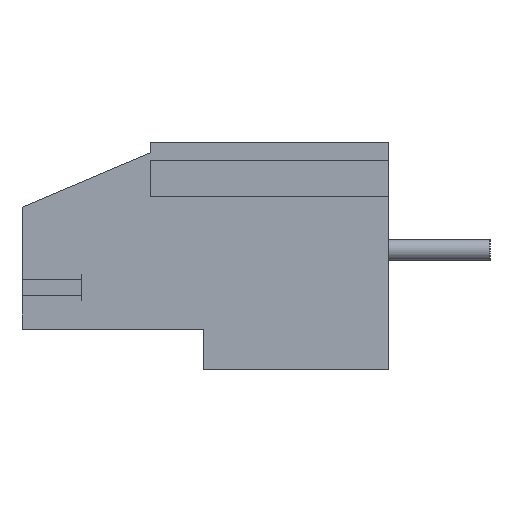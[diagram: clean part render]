
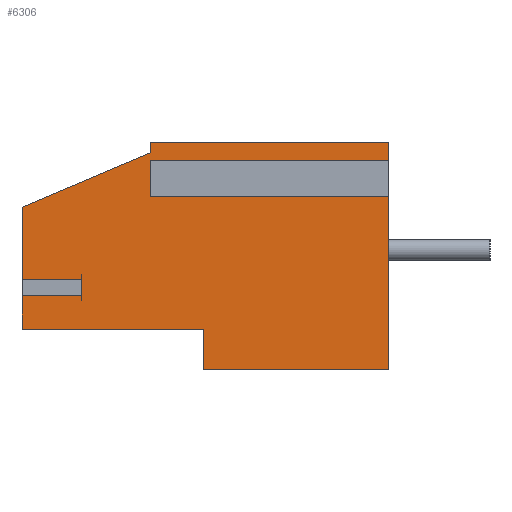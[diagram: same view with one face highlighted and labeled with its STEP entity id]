
A CAD part, left-side view. The second image highlights one B-rep face of the part: STEP entity #6306.
In plain terms, the highlighted planar face has unit normal (-1, 0, 0).
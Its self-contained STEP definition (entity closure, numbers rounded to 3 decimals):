
#808=FACE_OUTER_BOUND('',#1212,.T.);
#1212=EDGE_LOOP('',(#5539,#5540,#5541,#5542,#5543,#5544,#5545,#5546,#5547,
#5548,#5549,#5550,#5551,#5552,#5553,#5554));
#1232=LINE('',#8394,#1948);
#1237=LINE('',#8405,#1953);
#1239=LINE('',#8408,#1955);
#1240=LINE('',#8411,#1956);
#1248=LINE('',#8426,#1964);
#1269=LINE('',#8498,#1985);
#1275=LINE('',#8510,#1991);
#1278=LINE('',#8515,#1994);
#1873=LINE('',#9940,#2589);
#1875=LINE('',#9943,#2591);
#1877=LINE('',#9947,#2593);
#1891=LINE('',#9981,#2607);
#1930=LINE('',#10047,#2646);
#1941=LINE('',#10080,#2657);
#1942=LINE('',#10081,#2658);
#1943=LINE('',#10082,#2659);
#1948=VECTOR('',#6782,10.);
#1953=VECTOR('',#6791,10.);
#1955=VECTOR('',#6795,10.);
#1956=VECTOR('',#6798,10.);
#1964=VECTOR('',#6806,10.);
#1985=VECTOR('',#6867,10.);
#1991=VECTOR('',#6875,10.);
#1994=VECTOR('',#6882,10.);
#2589=VECTOR('',#8241,10.);
#2591=VECTOR('',#8245,10.);
#2593=VECTOR('',#8249,10.);
#2607=VECTOR('',#8281,10.);
#2646=VECTOR('',#8340,10.);
#2657=VECTOR('',#8377,10.);
#2658=VECTOR('',#8378,10.);
#2659=VECTOR('',#8379,10.);
#2662=VERTEX_POINT('',#8388);
#2664=VERTEX_POINT('',#8392);
#2667=VERTEX_POINT('',#8402);
#2668=VERTEX_POINT('',#8404);
#2669=VERTEX_POINT('',#8410);
#2676=VERTEX_POINT('',#8424);
#2705=VERTEX_POINT('',#8494);
#2707=VERTEX_POINT('',#8497);
#2710=VERTEX_POINT('',#8504);
#2712=VERTEX_POINT('',#8508);
#3159=VERTEX_POINT('',#9937);
#3160=VERTEX_POINT('',#9939);
#3161=VERTEX_POINT('',#9945);
#3172=VERTEX_POINT('',#9979);
#3189=VERTEX_POINT('',#10046);
#3198=VERTEX_POINT('',#10079);
#3202=EDGE_CURVE('',#2662,#2664,#1232,.T.);
#3207=EDGE_CURVE('',#2668,#2667,#1237,.T.);
#3209=EDGE_CURVE('',#2664,#2668,#1239,.T.);
#3210=EDGE_CURVE('',#2662,#2669,#1240,.T.);
#3218=EDGE_CURVE('',#2676,#2667,#1248,.T.);
#3253=EDGE_CURVE('',#2707,#2705,#1269,.T.);
#3259=EDGE_CURVE('',#2710,#2712,#1275,.T.);
#3262=EDGE_CURVE('',#2705,#2710,#1278,.T.);
#3935=EDGE_CURVE('',#3160,#3159,#1873,.T.);
#3937=EDGE_CURVE('',#3159,#2669,#1875,.T.);
#3939=EDGE_CURVE('',#2676,#3161,#1877,.T.);
#3955=EDGE_CURVE('',#3161,#3172,#1891,.T.);
#3994=EDGE_CURVE('',#3189,#3160,#1930,.T.);
#4009=EDGE_CURVE('',#3198,#3172,#1941,.T.);
#4010=EDGE_CURVE('',#2707,#3198,#1942,.T.);
#4011=EDGE_CURVE('',#3189,#2712,#1943,.T.);
#5539=ORIENTED_EDGE('',*,*,#3207,.T.);
#5540=ORIENTED_EDGE('',*,*,#3218,.F.);
#5541=ORIENTED_EDGE('',*,*,#3939,.T.);
#5542=ORIENTED_EDGE('',*,*,#3955,.T.);
#5543=ORIENTED_EDGE('',*,*,#4009,.F.);
#5544=ORIENTED_EDGE('',*,*,#4010,.F.);
#5545=ORIENTED_EDGE('',*,*,#3253,.T.);
#5546=ORIENTED_EDGE('',*,*,#3262,.T.);
#5547=ORIENTED_EDGE('',*,*,#3259,.T.);
#5548=ORIENTED_EDGE('',*,*,#4011,.F.);
#5549=ORIENTED_EDGE('',*,*,#3994,.T.);
#5550=ORIENTED_EDGE('',*,*,#3935,.T.);
#5551=ORIENTED_EDGE('',*,*,#3937,.T.);
#5552=ORIENTED_EDGE('',*,*,#3210,.F.);
#5553=ORIENTED_EDGE('',*,*,#3202,.T.);
#5554=ORIENTED_EDGE('',*,*,#3209,.T.);
#5958=PLANE('',#6772);
#6306=ADVANCED_FACE('',(#808),#5958,.T.);
#6772=AXIS2_PLACEMENT_3D('',#10078,#8375,#8376);
#6782=DIRECTION('',(0.,-1.,0.));
#6791=DIRECTION('',(0.,1.,0.));
#6795=DIRECTION('',(0.,0.,-1.));
#6798=DIRECTION('',(0.,0.,1.));
#6806=DIRECTION('',(0.,0.,1.));
#6867=DIRECTION('',(0.,1.,0.));
#6875=DIRECTION('',(0.,-1.,0.));
#6882=DIRECTION('',(0.,0.,1.));
#8241=DIRECTION('',(0.,0.,-1.));
#8245=DIRECTION('',(0.,0.92,-0.391));
#8249=DIRECTION('',(0.,-1.,0.));
#8281=DIRECTION('',(0.,0.,-1.));
#8340=DIRECTION('',(0.,1.,0.));
#8375=DIRECTION('center_axis',(-1.,0.,0.));
#8376=DIRECTION('ref_axis',(0.,0.,1.));
#8377=DIRECTION('',(0.,1.,0.));
#8378=DIRECTION('',(0.,0.,-1.));
#8379=DIRECTION('',(0.,0.,-1.));
#8388=CARTESIAN_POINT('',(-2.65,18.,-1.45));
#8392=CARTESIAN_POINT('',(-2.65,15.1,-1.45));
#8394=CARTESIAN_POINT('',(-2.65,9.,-1.45));
#8402=CARTESIAN_POINT('',(-2.65,18.,-2.25));
#8404=CARTESIAN_POINT('',(-2.65,15.1,-2.25));
#8405=CARTESIAN_POINT('',(-2.65,9.,-2.25));
#8408=CARTESIAN_POINT('',(-2.65,15.1,-3.875));
#8410=CARTESIAN_POINT('',(-2.65,18.,2.1));
#8411=CARTESIAN_POINT('',(-2.65,18.,5.3));
#8424=CARTESIAN_POINT('',(-2.65,18.,-3.9));
#8426=CARTESIAN_POINT('',(-2.65,18.,5.3));
#8494=CARTESIAN_POINT('',(-2.65,11.7,3.1));
#8497=CARTESIAN_POINT('',(-2.65,0.,3.1));
#8498=CARTESIAN_POINT('',(-2.65,0.,3.1));
#8504=CARTESIAN_POINT('',(-2.65,11.7,3.9));
#8508=CARTESIAN_POINT('',(-2.65,0.,3.9));
#8510=CARTESIAN_POINT('',(-2.65,0.,3.9));
#8515=CARTESIAN_POINT('',(-2.65,11.7,-1.2));
#9937=CARTESIAN_POINT('',(-2.65,11.7,4.78));
#9939=CARTESIAN_POINT('',(-2.65,11.7,5.3));
#9940=CARTESIAN_POINT('',(-2.65,11.7,-0.56));
#9943=CARTESIAN_POINT('',(-2.65,11.82,4.729));
#9945=CARTESIAN_POINT('',(-2.65,9.1,-3.9));
#9947=CARTESIAN_POINT('',(-2.65,4.55,-3.9));
#9979=CARTESIAN_POINT('',(-2.65,9.1,-5.9));
#9981=CARTESIAN_POINT('',(-2.65,9.1,-5.9));
#10046=CARTESIAN_POINT('',(-2.65,0.,5.3));
#10047=CARTESIAN_POINT('',(-2.65,0.,5.3));
#10078=CARTESIAN_POINT('Origin',(-2.65,0.,-5.9));
#10079=CARTESIAN_POINT('',(-2.65,0.,-5.9));
#10080=CARTESIAN_POINT('',(-2.65,0.,-5.9));
#10081=CARTESIAN_POINT('',(-2.65,0.,5.3));
#10082=CARTESIAN_POINT('',(-2.65,0.,5.3));
